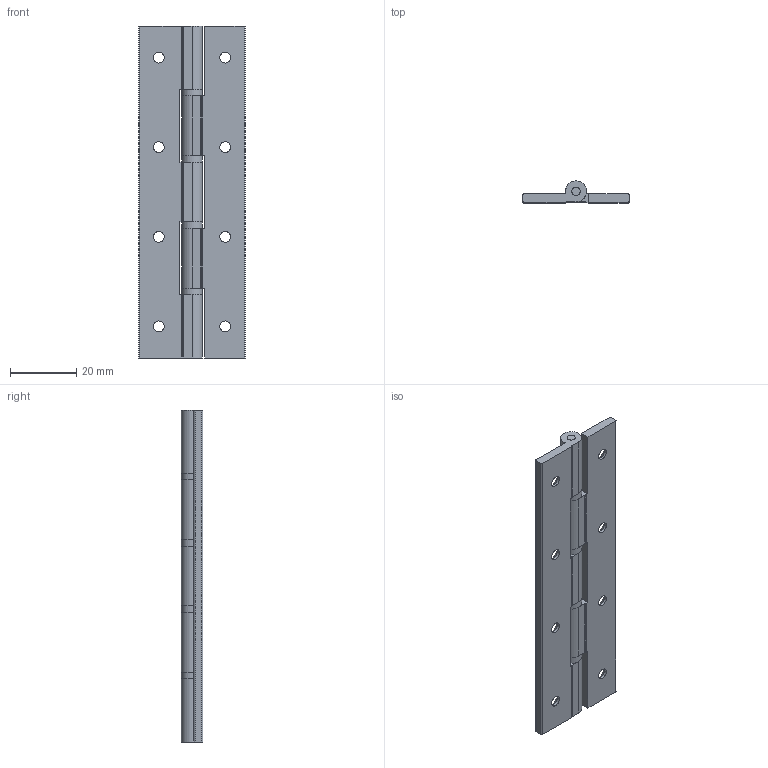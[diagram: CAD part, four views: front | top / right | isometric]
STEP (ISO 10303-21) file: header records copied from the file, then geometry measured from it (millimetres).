
FILE_DESCRIPTION(/* description */ (''),/* implementation_level */ '2;1');
FILE_NAME(/* name */ 'HA10032.stp',/* time_stamp */ '2024-01-27T09:13:54+09:00',/* author */ ('user'),/* organization */ (''),/* preprocessor_version */ 'ST-DEVELOPER v15.6',/* originating_system */ 'Autodesk Inventor 2015',/* authorisation */ '');
FILE_SCHEMA (('AUTOMOTIVE_DESIGN { 1 0 10303 214 3 1 1 }'));
Length unit declared in the file: millimetre
Products named in the file (5): HA10032_L; HA10032_W; HA10032_P; HA10032_R; HA10032
Bounding box: 32 x 6.5 x 100 mm (x, y, z)
Volume: 9670 mm3; surface area: 9903.5 mm2
Topology: 7 solids, 7 shells, 87 faces, 219 edges, 146 vertices
Faces by surface type: cylinder 41, plane 38, cone 8
Full cylindrical faces by diameter (mm): 2.5 x10, 3.3 x8, 6.3 x4
Entity records: 2389 total; most frequent: DIRECTION 421, CARTESIAN_POINT 382, ORIENTED_EDGE 338, EDGE_CURVE 169, AXIS2_PLACEMENT_3D 165, EDGE_LOOP 127, VERTEX_POINT 126, LINE 91
